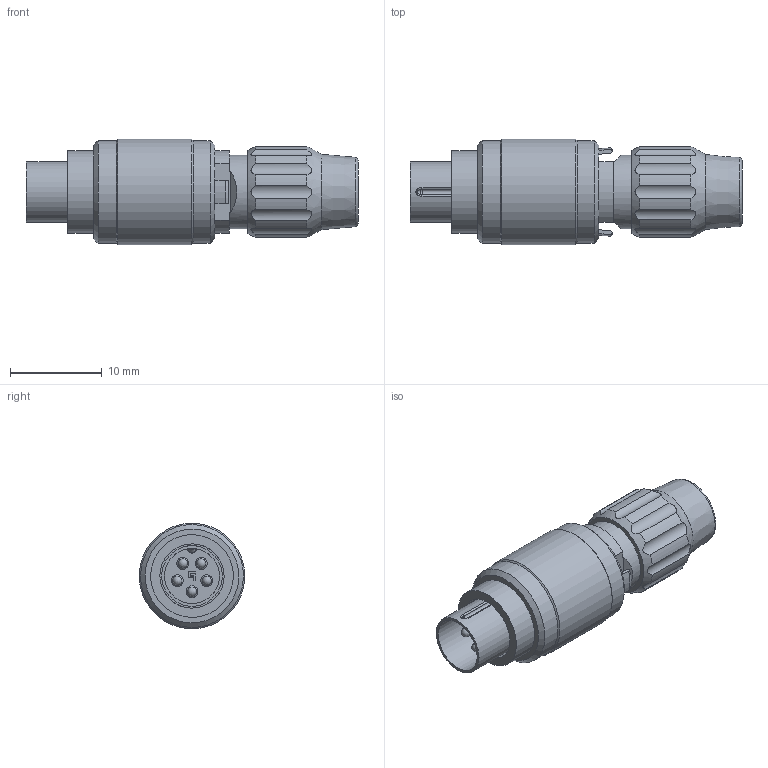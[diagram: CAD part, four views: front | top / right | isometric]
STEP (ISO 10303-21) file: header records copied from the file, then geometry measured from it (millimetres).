
FILE_DESCRIPTION(/* description */ (''),/* implementation_level */ '2;1');
FILE_NAME(/* name */ '99-0095-102-05_bg.stp',/* time_stamp */ '2010-03-02T14:01:49+01:00',/* author */ (''),/* organization */ (''),/* preprocessor_version */ 'ST-DEVELOPER v11',/* originating_system */ 'UGS - NX 5.0',/* authorisation */ '');
FILE_SCHEMA (('CONFIG_CONTROL_DESIGN'));
Length unit declared in the file: millimetre
Products named in the file (1): kbor8298naca
Bounding box: 36.15 x 11.49 x 11.49 mm (x, y, z)
Volume: 2419.9 mm3; surface area: 1765.9 mm2
Topology: 1 solids, 1 shells, 120 faces, 308 edges, 194 vertices
Faces by surface type: cylinder 49, plane 40, cone 15, sphere 7, bspline 5, torus 4
Full cylindrical faces by diameter (mm): 1 x5, 6 x1, 6.6 x1, 7 x1, 8 x1, 9 x1, 11.2 x2, 11.5 x1
Entity records: 3919 total; most frequent: CARTESIAN_POINT 1238, DIRECTION 532, ORIENTED_EDGE 502, EDGE_CURVE 251, AXIS2_PLACEMENT_3D 211, VERTEX_POINT 175, EDGE_LOOP 162, ADVANCED_FACE 120
